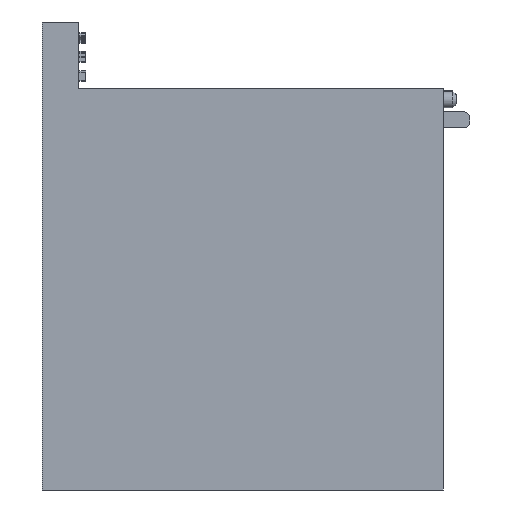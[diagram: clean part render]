
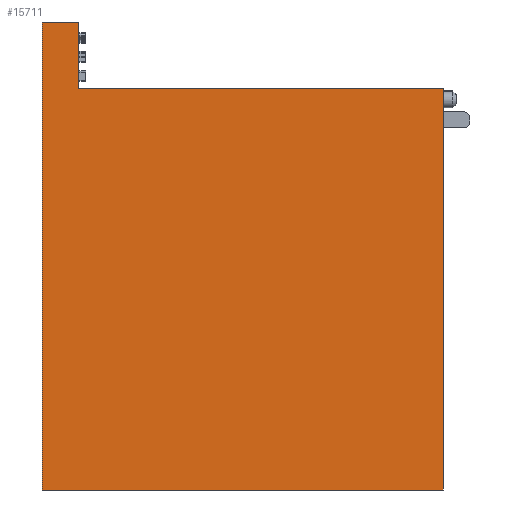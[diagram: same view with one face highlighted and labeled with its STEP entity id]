
A CAD part, left-side view. The second image highlights one B-rep face of the part: STEP entity #15711.
In plain terms, the highlighted planar face has unit normal (-1, 0, 0).
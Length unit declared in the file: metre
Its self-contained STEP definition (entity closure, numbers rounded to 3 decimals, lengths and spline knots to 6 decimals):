
#743=LINE('',#20326,#2054);
#827=LINE('',#21106,#2138);
#836=LINE('',#21132,#2147);
#849=LINE('',#21158,#2160);
#851=LINE('',#21162,#2162);
#852=LINE('',#21163,#2163);
#2054=VECTOR('',#17140,1.);
#2138=VECTOR('',#17226,1.);
#2147=VECTOR('',#17245,1.);
#2160=VECTOR('',#17262,1.);
#2162=VECTOR('',#17266,1.);
#2163=VECTOR('',#17267,1.);
#3884=ORIENTED_EDGE('',*,*,#8784,.F.);
#3885=ORIENTED_EDGE('',*,*,#8769,.F.);
#3886=ORIENTED_EDGE('',*,*,#8756,.T.);
#3887=ORIENTED_EDGE('',*,*,#8519,.F.);
#3888=ORIENTED_EDGE('',*,*,#8785,.T.);
#3889=ORIENTED_EDGE('',*,*,#8782,.T.);
#8519=EDGE_CURVE('',#10972,#10969,#743,.T.);
#8756=EDGE_CURVE('',#11209,#10969,#827,.T.);
#8769=EDGE_CURVE('',#11209,#11220,#836,.T.);
#8782=EDGE_CURVE('',#11232,#11231,#849,.T.);
#8784=EDGE_CURVE('',#11220,#11231,#851,.T.);
#8785=EDGE_CURVE('',#10972,#11232,#852,.T.);
#10969=VERTEX_POINT('',#20320);
#10972=VERTEX_POINT('',#20325);
#11209=VERTEX_POINT('',#21107);
#11220=VERTEX_POINT('',#21130);
#11231=VERTEX_POINT('',#21157);
#11232=VERTEX_POINT('',#21159);
#13412=EDGE_LOOP('',(#3884,#3885,#3886,#3887,#3888,#3889));
#14421=FACE_BOUND('',#13412,.T.);
#15373=PLANE('',#16639);
#15711=ADVANCED_FACE('',(#14421),#15373,.T.);
#16639=AXIS2_PLACEMENT_3D('',#21161,#17264,#17265);
#17140=DIRECTION('',(0.,0.,-1.));
#17226=DIRECTION('',(0.,1.,0.));
#17245=DIRECTION('',(0.,0.,-1.));
#17262=DIRECTION('',(0.,0.,-1.));
#17264=DIRECTION('',(-1.,0.,0.));
#17265=DIRECTION('',(0.,0.,1.));
#17266=DIRECTION('',(0.,1.,0.));
#17267=DIRECTION('',(0.,1.,0.));
#20320=CARTESIAN_POINT('',(-0.635,0.69215,0.762));
#20325=CARTESIAN_POINT('',(-0.635,0.69215,0.889));
#20326=CARTESIAN_POINT('',(-0.635,0.69215,0.889));
#21106=CARTESIAN_POINT('',(-0.635,0.381,0.762));
#21107=CARTESIAN_POINT('',(-0.635,0.,0.762));
#21130=CARTESIAN_POINT('',(-0.635,0.,0.));
#21132=CARTESIAN_POINT('',(-0.635,0.,0.762));
#21157=CARTESIAN_POINT('',(-0.635,0.762,0.));
#21158=CARTESIAN_POINT('',(-0.635,0.762,0.762));
#21159=CARTESIAN_POINT('',(-0.635,0.762,0.889));
#21161=CARTESIAN_POINT('',(-0.635,0.381,0.762));
#21162=CARTESIAN_POINT('',(-0.635,0.381,0.));
#21163=CARTESIAN_POINT('',(-0.635,0.381,0.889));
